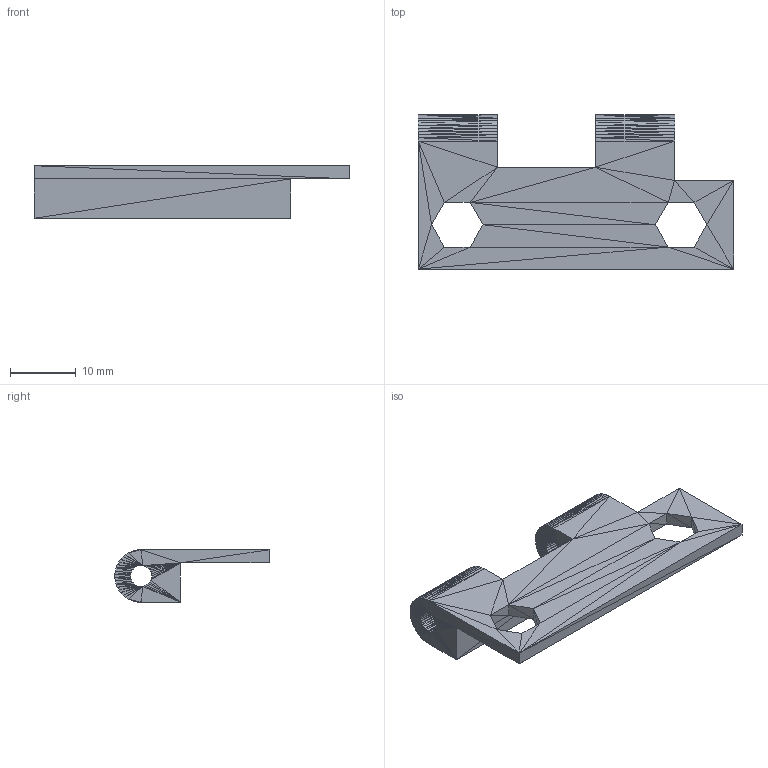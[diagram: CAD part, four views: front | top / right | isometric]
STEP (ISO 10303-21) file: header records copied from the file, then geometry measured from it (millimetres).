
FILE_DESCRIPTION(/* description */ (''),/* implementation_level */ '2;1');
FILE_NAME(/* name */ 'Left Wedgelet Mount.step',/* time_stamp */ '2025-12-17T21:17:24+05:45',/* author */ (''),/* organization */ (''),/* preprocessor_version */ 'ST-DEVELOPER v20.1',/* originating_system */ 'Autodesk Translation Framework v14.21.0.0',/* authorisation */ '');
FILE_SCHEMA (('AUTOMOTIVE_DESIGN { 1 0 10303 214 3 1 1 }'));
Length unit declared in the file: millimetre
Products named in the file (1): 2025-12-17-21-06-16-120
Bounding box: 48 x 23.49 x 8 mm (x, y, z)
Volume: 2937.7 mm3; surface area: 2870.6 mm2
Topology: 1 solids, 1 shells, 670 faces, 1005 edges, 329 vertices
Faces by surface type: plane 670
Entity records: 13094 total; most frequent: DIRECTION 2347, ORIENTED_EDGE 2010, CARTESIAN_POINT 2005, LINE 1005, VECTOR 1005, EDGE_CURVE 1005, AXIS2_PLACEMENT_3D 671, FACE_OUTER_BOUND 670
